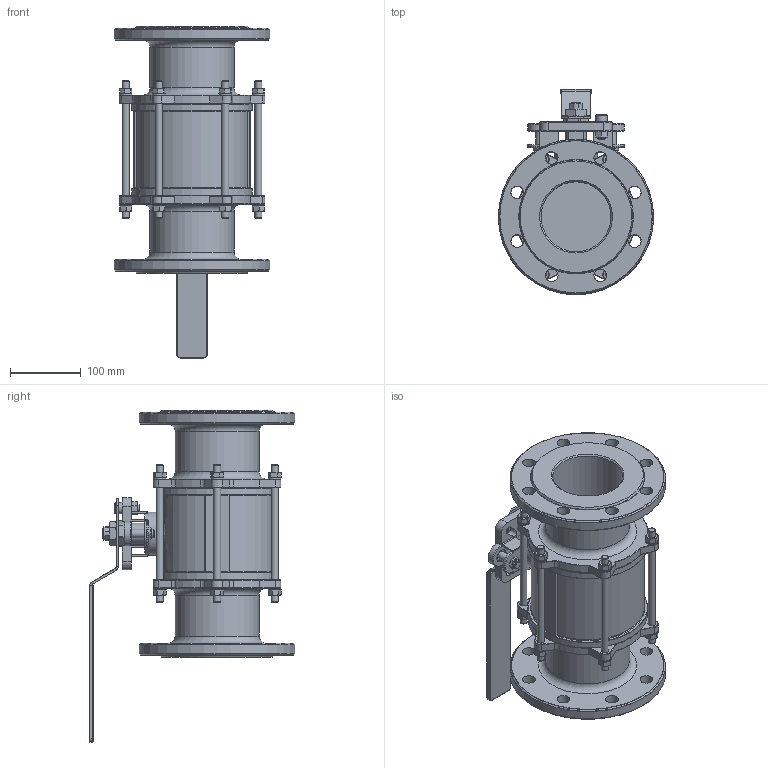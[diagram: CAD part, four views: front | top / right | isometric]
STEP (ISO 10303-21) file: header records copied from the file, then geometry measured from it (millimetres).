
FILE_DESCRIPTION(/* description */ (''),/* implementation_level */ '2;1');
FILE_NAME(/* name */ 'DN100_3D_STEP.stp',/* time_stamp */ '2024-11-01T15:35:10+03:00',/* author */ ('igorr'),/* organization */ (''),/* preprocessor_version */ 'ST-DEVELOPER v20',/* originating_system */ 'Autodesk Inventor 2025',/* authorisation */ '');
FILE_SCHEMA (('AUTOMOTIVE_DESIGN { 1 0 10303 214 3 1 1 }'));
Length unit declared in the file: millimetre
Products named in the file (10): Сборка; Деталь1; Деталь6; AS 1420 - 1973 - M10 x 25; ISO 4035 - M20; ANSI B18.2.4.2M - M10x1,5; AS 1110 - M12 x 30; AS 1110 - M12 x 35; ISO 8675 - M10 x 1; AS 1112 - M10  Тип 5
Assembly tree (21 placements, depth 2):
  Сборка
    Деталь1
    Деталь6
    AS 1420 - 1973 - M10 x 25
    ISO 4035 - M20
    ANSI B18.2.4.2M - M10x1,5
    AS 1110 - M12 x 30
    AS 1110 - M12 x 35
    ISO 8675 - M10 x 1  x2
    AS 1112 - M10  Тип 5  x12
Bounding box: 220 x 291 x 470 mm (x, y, z)
Volume: 5302060.7 mm3; surface area: 548895.2 mm2
Topology: 27 solids, 27 shells, 1150 faces, 2791 edges, 1693 vertices
Faces by surface type: plane 437, cylinder 267, cone 241, torus 126, bspline 79
Full cylindrical faces by diameter (mm): 5 x1, 8 x1, 8.376 x13, 8.917 x2, 10 x7, 11 x12, 12 x2, 16 x1, 17.294 x1, 18 x30, 18.765 x2, 28.765 x2, 30 x1, 61 x1, 99 x2, 119 x2, 160 x2, 170 x2, 220 x2
Entity records: 29414 total; most frequent: CARTESIAN_POINT 7287, DIRECTION 4434, ORIENTED_EDGE 4404, EDGE_CURVE 2202, AXIS2_PLACEMENT_3D 1724, VERTEX_POINT 1355, LINE 986, VECTOR 986
